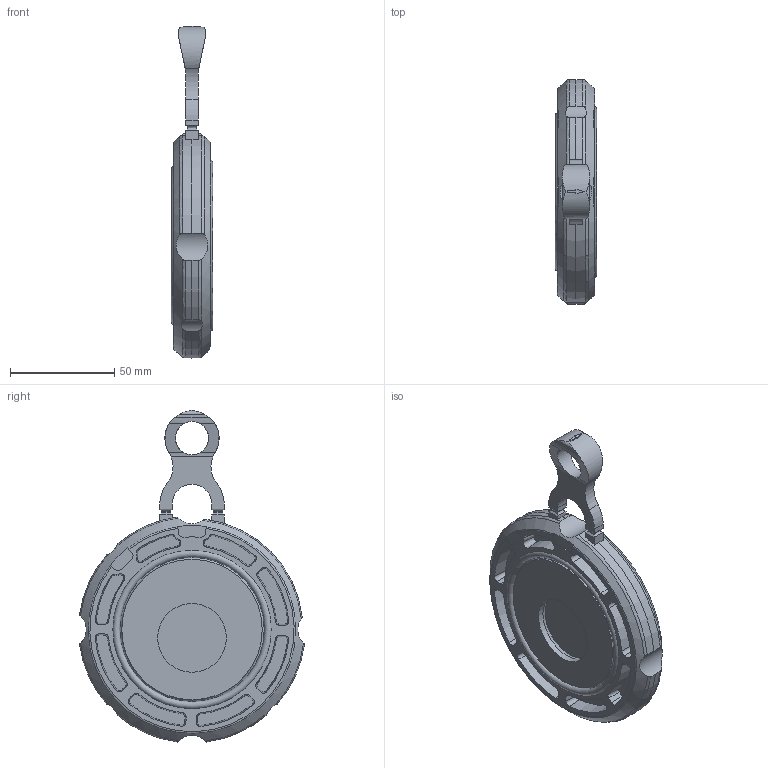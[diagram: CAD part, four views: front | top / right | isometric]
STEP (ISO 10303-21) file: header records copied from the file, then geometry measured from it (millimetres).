
FILE_DESCRIPTION((''),'2;1');
FILE_NAME('PV30091F050.stp','2022-02-18T11:06:41',('RL'),(''),'Autodesk Inventor 2012','Autodesk Inventor 2012','');
FILE_SCHEMA(('AUTOMOTIVE_DESIGN { 1 0 10303 214 1 1 1 1 }'));
Length unit declared in the file: millimetre
Products named in the file (1): PV30091F050
Bounding box: 19.85 x 108.07 x 159.53 mm (x, y, z)
Volume: 134966 mm3; surface area: 39031.9 mm2
Topology: 1 solids, 1 shells, 392 faces, 1169 edges, 790 vertices
Faces by surface type: plane 161, cylinder 112, cone 80, torus 39
Full cylindrical faces by diameter (mm): 0.68 x2, 0.7 x2, 6 x2, 16 x1, 33 x1, 67.5 x1, 73.5 x1, 73.85 x1, 79.85 x1
Entity records: 14910 total; most frequent: CARTESIAN_POINT 3979, ORIENTED_EDGE 2280, DIRECTION 2172, EDGE_CURVE 1140, AXIS2_PLACEMENT_3D 836, VERTEX_POINT 781, VECTOR 500, LINE 500
